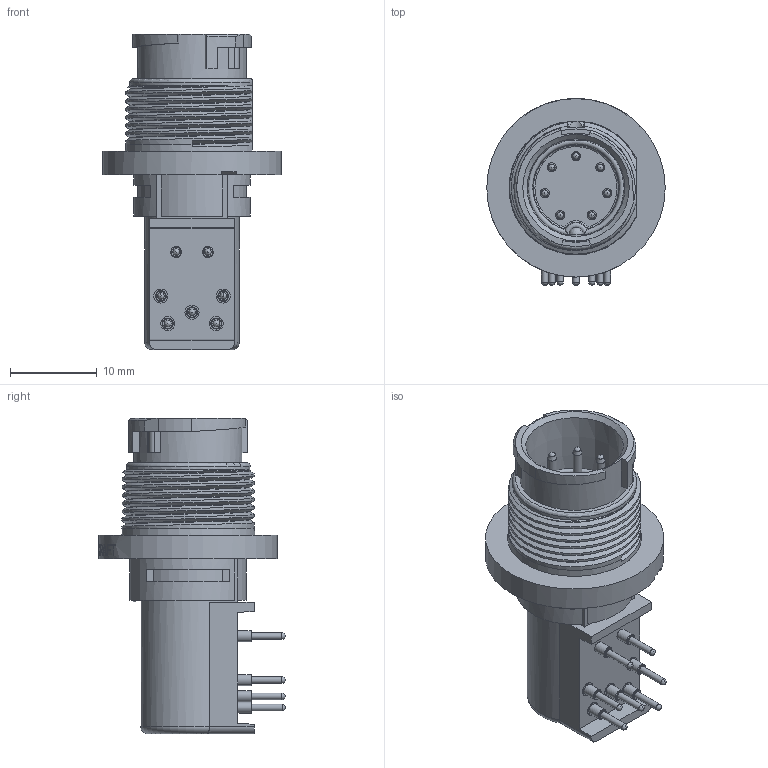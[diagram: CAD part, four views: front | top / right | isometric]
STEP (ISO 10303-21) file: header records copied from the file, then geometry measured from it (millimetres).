
FILE_DESCRIPTION(/* description */ ('STEP AP214'),/* implementation_level */ '2;1');
FILE_NAME(/* name */ 'EN3P7MRAPCX (modificado).stp',/* time_stamp */ '2019-10-01T22:39:02-04:00',/* author */ ('rapha'),/* organization */ (''),/* preprocessor_version */ 'ST-DEVELOPER v17',/* originating_system */ 'Autodesk Inventor 2019',/* authorisation */ '');
FILE_SCHEMA (('AUTOMOTIVE_DESIGN { 1 0 10303 214 3 1 1 }'));
Length unit declared in the file: inch
Products named in the file (1): EN3P7MRAPCX
Bounding box: 20.62 x 21.55 x 36.45 mm (x, y, z)
Volume: 4622.2 mm3; surface area: 3140 mm2
Topology: 1 solids, 1 shells, 390 faces, 1100 edges, 742 vertices
Faces by surface type: plane 147, bspline 112, cylinder 99, cone 17, torus 13, sphere 2
Full cylindrical faces by diameter (mm): 0.762 x7, 1.041 x7, 1.27 x7, 1.626 x5, 12.598 x1, 20.625 x1
Entity records: 29858 total; most frequent: CARTESIAN_POINT 20288, ORIENTED_EDGE 2170, DIRECTION 1768, EDGE_CURVE 1085, VERTEX_POINT 742, AXIS2_PLACEMENT_3D 656, LINE 456, VECTOR 456
